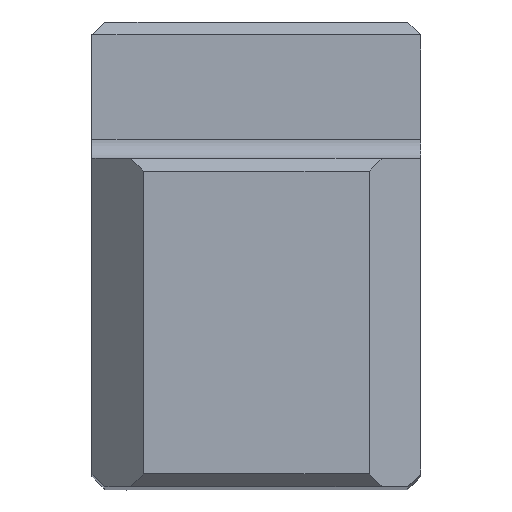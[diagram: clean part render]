
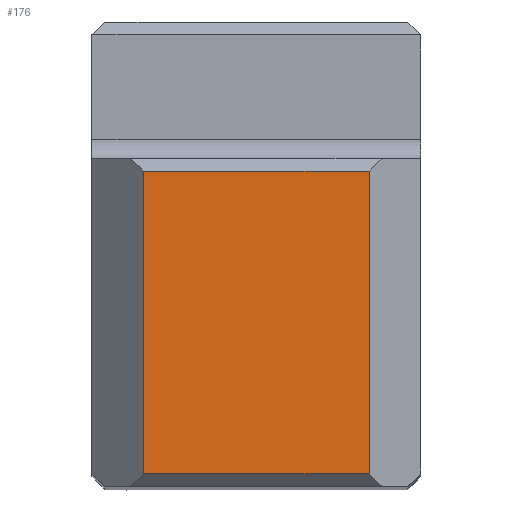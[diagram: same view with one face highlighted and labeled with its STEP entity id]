
A CAD part, top view. The second image highlights one B-rep face of the part: STEP entity #176.
In plain terms, the highlighted planar face has unit normal (0, 0, 1).
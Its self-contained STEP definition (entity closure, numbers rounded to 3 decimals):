
#142=PLANE('',#1053);
#176=ADVANCED_FACE('',(#233),#142,.F.);
#233=FACE_OUTER_BOUND('',#272,.T.);
#272=EDGE_LOOP('',(#397,#398,#399,#400));
#397=ORIENTED_EDGE('',*,*,#711,.T.);
#398=ORIENTED_EDGE('',*,*,#712,.T.);
#399=ORIENTED_EDGE('',*,*,#713,.T.);
#400=ORIENTED_EDGE('',*,*,#708,.T.);
#619=VERTEX_POINT('',#1478);
#621=VERTEX_POINT('',#1481);
#623=VERTEX_POINT('',#1487);
#624=VERTEX_POINT('',#1489);
#708=EDGE_CURVE('',#621,#619,#814,.T.);
#711=EDGE_CURVE('',#619,#623,#817,.T.);
#712=EDGE_CURVE('',#623,#624,#818,.T.);
#713=EDGE_CURVE('',#624,#621,#819,.T.);
#814=LINE('',#1480,#896);
#817=LINE('',#1486,#899);
#818=LINE('',#1488,#900);
#819=LINE('',#1490,#901);
#896=VECTOR('',#1188,1.);
#899=VECTOR('',#1193,1.);
#900=VECTOR('',#1194,1.);
#901=VECTOR('',#1195,1.);
#1053=AXIS2_PLACEMENT_3D('',#1491,#1196,#1197);
#1188=DIRECTION('',(-1.,0.,0.));
#1193=DIRECTION('',(0.,-1.,0.));
#1194=DIRECTION('',(1.,0.,0.));
#1195=DIRECTION('',(0.,1.,0.));
#1196=DIRECTION('',(0.,0.,-1.));
#1197=DIRECTION('',(0.,-1.,0.));
#1478=CARTESIAN_POINT('',(-10.692,12.175,0.));
#1480=CARTESIAN_POINT('',(0.,12.175,0.));
#1481=CARTESIAN_POINT('',(-1.983,12.175,0.));
#1486=CARTESIAN_POINT('',(-10.692,0.,0.));
#1487=CARTESIAN_POINT('',(-10.692,0.5,0.));
#1488=CARTESIAN_POINT('',(0.,0.5,0.));
#1489=CARTESIAN_POINT('',(-1.983,0.5,0.));
#1490=CARTESIAN_POINT('',(-1.983,0.,0.));
#1491=CARTESIAN_POINT('',(0.,0.,0.));
